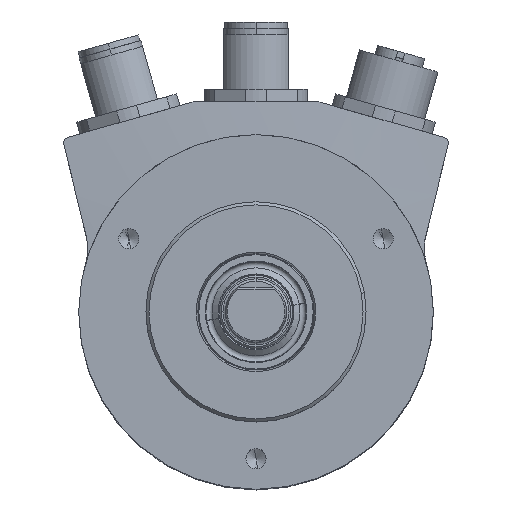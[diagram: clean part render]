
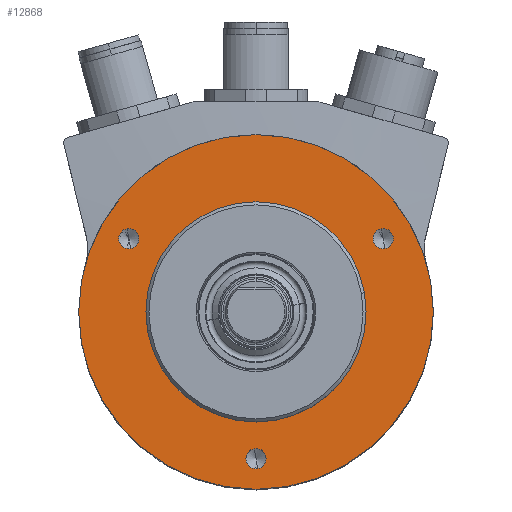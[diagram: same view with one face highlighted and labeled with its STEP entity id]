
A CAD part, top view. The second image highlights one B-rep face of the part: STEP entity #12868.
In plain terms, the highlighted planar face has unit normal (0, 0, 1).
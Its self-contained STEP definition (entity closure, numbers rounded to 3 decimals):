
#2696=CARTESIAN_POINT('',(0.,0.,20.5));
#2697=DIRECTION('',(0.,0.,1.));
#2698=DIRECTION('',(0.985,0.174,0.));
#2699=AXIS2_PLACEMENT_3D('',#2696,#2697,#2698);
#2701=CARTESIAN_POINT('',(0.,0.,20.5));
#2702=DIRECTION('',(0.,0.,-1.));
#2703=DIRECTION('',(0.985,0.174,0.));
#2704=AXIS2_PLACEMENT_3D('',#2701,#2702,#2703);
#2706=CARTESIAN_POINT('',(0.,-24.,20.5));
#2707=DIRECTION('',(0.,0.,1.));
#2708=DIRECTION('',(-0.174,0.985,0.));
#2709=AXIS2_PLACEMENT_3D('',#2706,#2707,#2708);
#2711=CARTESIAN_POINT('',(0.,-24.,20.5));
#2712=DIRECTION('',(0.,0.,1.));
#2713=DIRECTION('',(0.174,-0.985,0.));
#2714=AXIS2_PLACEMENT_3D('',#2711,#2712,#2713);
#2716=CARTESIAN_POINT('',(-20.785,12.,20.5));
#2717=DIRECTION('',(0.,0.,1.));
#2718=DIRECTION('',(-0.174,0.985,0.));
#2719=AXIS2_PLACEMENT_3D('',#2716,#2717,#2718);
#2721=CARTESIAN_POINT('',(-20.785,12.,20.5));
#2722=DIRECTION('',(0.,0.,1.));
#2723=DIRECTION('',(0.174,-0.985,0.));
#2724=AXIS2_PLACEMENT_3D('',#2721,#2722,#2723);
#2726=CARTESIAN_POINT('',(20.785,12.,20.5));
#2727=DIRECTION('',(0.,0.,1.));
#2728=DIRECTION('',(-0.174,0.985,0.));
#2729=AXIS2_PLACEMENT_3D('',#2726,#2727,#2728);
#2731=CARTESIAN_POINT('',(20.785,12.,20.5));
#2732=DIRECTION('',(0.,0.,1.));
#2733=DIRECTION('',(0.174,-0.985,0.));
#2734=AXIS2_PLACEMENT_3D('',#2731,#2732,#2733);
#2736=CARTESIAN_POINT('',(0.,0.,20.5));
#2737=DIRECTION('',(0.,0.,1.));
#2738=DIRECTION('',(0.985,0.174,0.));
#2739=AXIS2_PLACEMENT_3D('',#2736,#2737,#2738);
#2746=CARTESIAN_POINT('',(0.,0.,20.5));
#2747=DIRECTION('',(0.,0.,1.));
#2748=DIRECTION('',(-0.985,-0.174,0.));
#2749=AXIS2_PLACEMENT_3D('',#2746,#2747,#2748);
#9378=CARTESIAN_POINT('',(17.727,3.126,20.5));
#9379=CARTESIAN_POINT('',(-17.727,-3.126,20.5));
#9380=VERTEX_POINT('',#9378);
#9381=VERTEX_POINT('',#9379);
#9382=CARTESIAN_POINT('',(28.559,5.036,20.5));
#9383=CARTESIAN_POINT('',(-28.559,-5.036,20.5));
#9384=VERTEX_POINT('',#9382);
#9385=VERTEX_POINT('',#9383);
#9392=CARTESIAN_POINT('',(-0.287,-22.375,20.5));
#9393=VERTEX_POINT('',#9392);
#9394=CARTESIAN_POINT('',(0.287,-25.625,20.5));
#9395=VERTEX_POINT('',#9394);
#9402=CARTESIAN_POINT('',(-21.071,13.625,20.5));
#9403=VERTEX_POINT('',#9402);
#9404=CARTESIAN_POINT('',(-20.498,10.375,20.5));
#9405=VERTEX_POINT('',#9404);
#9412=CARTESIAN_POINT('',(20.498,13.625,20.5));
#9413=VERTEX_POINT('',#9412);
#9414=CARTESIAN_POINT('',(21.071,10.375,20.5));
#9415=VERTEX_POINT('',#9414);
#12835=CARTESIAN_POINT('',(0.,0.,20.5));
#12836=DIRECTION('',(0.,0.,1.));
#12837=DIRECTION('',(0.985,0.174,0.));
#12838=AXIS2_PLACEMENT_3D('',#12835,#12836,#12837);
#12839=PLANE('',#12838);
#12841=ORIENTED_EDGE('',*,*,#12840,.F.);
#12843=ORIENTED_EDGE('',*,*,#12842,.F.);
#12844=EDGE_LOOP('',(#12841,#12843));
#12845=FACE_OUTER_BOUND('',#12844,.F.);
#12846=ORIENTED_EDGE('',*,*,#12829,.T.);
#12847=ORIENTED_EDGE('',*,*,#12815,.F.);
#12848=EDGE_LOOP('',(#12846,#12847));
#12849=FACE_BOUND('',#12848,.F.);
#12851=ORIENTED_EDGE('',*,*,#12850,.T.);
#12853=ORIENTED_EDGE('',*,*,#12852,.T.);
#12854=EDGE_LOOP('',(#12851,#12853));
#12855=FACE_BOUND('',#12854,.F.);
#12857=ORIENTED_EDGE('',*,*,#12856,.T.);
#12859=ORIENTED_EDGE('',*,*,#12858,.T.);
#12860=EDGE_LOOP('',(#12857,#12859));
#12861=FACE_BOUND('',#12860,.F.);
#12863=ORIENTED_EDGE('',*,*,#12862,.T.);
#12865=ORIENTED_EDGE('',*,*,#12864,.T.);
#12866=EDGE_LOOP('',(#12863,#12865));
#12867=FACE_BOUND('',#12866,.F.);
#2700=CIRCLE('',#2699,18.);
#2705=CIRCLE('',#2704,18.);
#2710=CIRCLE('',#2709,1.65);
#2715=CIRCLE('',#2714,1.65);
#2720=CIRCLE('',#2719,1.65);
#2725=CIRCLE('',#2724,1.65);
#2730=CIRCLE('',#2729,1.65);
#2735=CIRCLE('',#2734,1.65);
#2740=CIRCLE('',#2739,29.);
#2750=CIRCLE('',#2749,29.);
#12815=EDGE_CURVE('',#9380,#9381,#2705,.T.);
#12829=EDGE_CURVE('',#9380,#9381,#2700,.T.);
#12840=EDGE_CURVE('',#9384,#9385,#2740,.T.);
#12842=EDGE_CURVE('',#9385,#9384,#2750,.T.);
#12850=EDGE_CURVE('',#9393,#9395,#2710,.T.);
#12852=EDGE_CURVE('',#9395,#9393,#2715,.T.);
#12856=EDGE_CURVE('',#9403,#9405,#2720,.T.);
#12858=EDGE_CURVE('',#9405,#9403,#2725,.T.);
#12862=EDGE_CURVE('',#9413,#9415,#2730,.T.);
#12864=EDGE_CURVE('',#9415,#9413,#2735,.T.);
#12868=ADVANCED_FACE('',(#12845,#12849,#12855,#12861,#12867),#12839,.T.);
